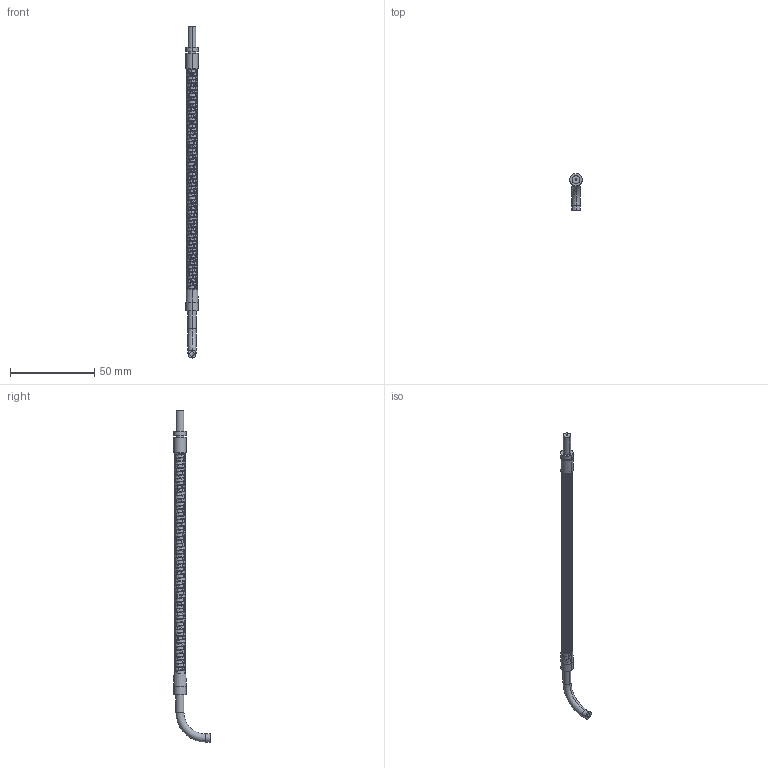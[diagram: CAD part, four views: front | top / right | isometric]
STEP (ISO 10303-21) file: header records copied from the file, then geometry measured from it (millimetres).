
FILE_DESCRIPTION((''),'2;1');
FILE_NAME('161910_ASM','2016-02-09T',('pdmadmin'),(''),'PRO/ENGINEER BY PARAMETRIC TECHNOLOGY CORPORATION, 2013230','PRO/ENGINEER BY PARAMETRIC TECHNOLOGY CORPORATION, 2013230','');
FILE_SCHEMA(('CONFIG_CONTROL_DESIGN'));
Length unit declared in the file: inch
Products named in the file (5): COLLAR_-5_X_-29; PROBE_90DEG_X_1-1_X-8_X-187DIA; SS_TUBING_25; TERMINUS_-29; 161910_ASM
Assembly tree (5 placements, depth 2):
  161910_ASM
    COLLAR_-5_X_-29
    PROBE_90DEG_X_1-1_X-8_X-187DIA
    SS_TUBING_25  x2
    TERMINUS_-29
Bounding box: 7.37 x 21.62 x 196.57 mm (x, y, z)
Volume: 2191.2 mm3; surface area: 12360.2 mm2
Topology: 5 solids, 5 shells, 265 faces, 546 edges, 294 vertices
Faces by surface type: bspline 216, cylinder 26, plane 13, cone 6, torus 4
Entity records: 29371 total; most frequent: CARTESIAN_POINT 26511, ORIENTED_EDGE 636, DIRECTION 382, EDGE_CURVE 318, VERTEX_POINT 174, EDGE_LOOP 164, FACE_OUTER_BOUND 155, ADVANCED_FACE 155
